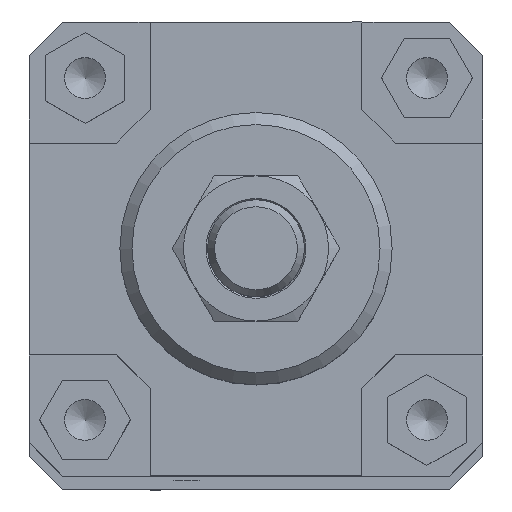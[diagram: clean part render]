
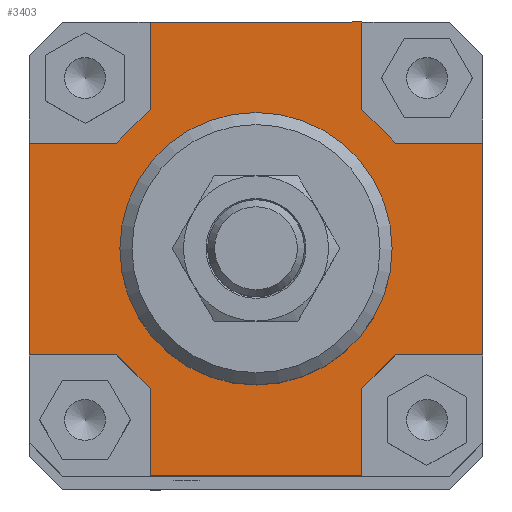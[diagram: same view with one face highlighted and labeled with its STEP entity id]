
A CAD part, top view. The second image highlights one B-rep face of the part: STEP entity #3403.
In plain terms, the highlighted planar face has unit normal (0, 0, 1).
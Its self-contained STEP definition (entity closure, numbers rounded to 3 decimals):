
#228=LINE('',#5051,#614);
#235=LINE('',#5065,#621);
#248=LINE('',#5093,#634);
#249=LINE('',#5096,#635);
#250=LINE('',#5098,#636);
#251=LINE('',#5100,#637);
#252=LINE('',#5102,#638);
#253=LINE('',#5104,#639);
#254=LINE('',#5105,#640);
#255=LINE('',#5107,#641);
#256=LINE('',#5109,#642);
#257=LINE('',#5111,#643);
#258=LINE('',#5113,#644);
#259=LINE('',#5115,#645);
#260=LINE('',#5117,#646);
#261=LINE('',#5119,#647);
#614=VECTOR('',#4110,1000.);
#621=VECTOR('',#4119,1000.);
#634=VECTOR('',#4148,1000.);
#635=VECTOR('',#4149,1000.);
#636=VECTOR('',#4150,1000.);
#637=VECTOR('',#4151,1000.);
#638=VECTOR('',#4152,1000.);
#639=VECTOR('',#4153,1000.);
#640=VECTOR('',#4154,1000.);
#641=VECTOR('',#4155,1000.);
#642=VECTOR('',#4156,1000.);
#643=VECTOR('',#4157,1000.);
#644=VECTOR('',#4158,1000.);
#645=VECTOR('',#4159,1000.);
#646=VECTOR('',#4160,1000.);
#647=VECTOR('',#4161,1000.);
#1103=ORIENTED_EDGE('',*,*,#1976,.T.);
#1104=ORIENTED_EDGE('',*,*,#1977,.T.);
#1105=ORIENTED_EDGE('',*,*,#1978,.F.);
#1106=ORIENTED_EDGE('',*,*,#1979,.T.);
#1107=ORIENTED_EDGE('',*,*,#1980,.F.);
#1108=ORIENTED_EDGE('',*,*,#1981,.T.);
#1109=ORIENTED_EDGE('',*,*,#1982,.F.);
#1110=ORIENTED_EDGE('',*,*,#1963,.T.);
#1111=ORIENTED_EDGE('',*,*,#1956,.F.);
#1112=ORIENTED_EDGE('',*,*,#1983,.T.);
#1113=ORIENTED_EDGE('',*,*,#1984,.F.);
#1114=ORIENTED_EDGE('',*,*,#1985,.T.);
#1115=ORIENTED_EDGE('',*,*,#1986,.F.);
#1116=ORIENTED_EDGE('',*,*,#1987,.T.);
#1117=ORIENTED_EDGE('',*,*,#1988,.F.);
#1118=ORIENTED_EDGE('',*,*,#1989,.T.);
#1119=ORIENTED_EDGE('',*,*,#1990,.F.);
#1956=EDGE_CURVE('',#2391,#2392,#228,.T.);
#1963=EDGE_CURVE('',#2397,#2392,#235,.T.);
#1976=EDGE_CURVE('',#2404,#2404,#2637,.T.);
#1977=EDGE_CURVE('',#2405,#2406,#248,.T.);
#1978=EDGE_CURVE('',#2407,#2406,#249,.T.);
#1979=EDGE_CURVE('',#2407,#2408,#250,.T.);
#1980=EDGE_CURVE('',#2409,#2408,#251,.T.);
#1981=EDGE_CURVE('',#2409,#2410,#252,.T.);
#1982=EDGE_CURVE('',#2397,#2410,#253,.T.);
#1983=EDGE_CURVE('',#2391,#2411,#254,.T.);
#1984=EDGE_CURVE('',#2412,#2411,#255,.T.);
#1985=EDGE_CURVE('',#2412,#2413,#256,.T.);
#1986=EDGE_CURVE('',#2414,#2413,#257,.T.);
#1987=EDGE_CURVE('',#2414,#2415,#258,.T.);
#1988=EDGE_CURVE('',#2416,#2415,#259,.T.);
#1989=EDGE_CURVE('',#2416,#2417,#260,.T.);
#1990=EDGE_CURVE('',#2405,#2417,#261,.T.);
#2391=VERTEX_POINT('',#5050);
#2392=VERTEX_POINT('',#5052);
#2397=VERTEX_POINT('',#5063);
#2404=VERTEX_POINT('',#5092);
#2405=VERTEX_POINT('',#5094);
#2406=VERTEX_POINT('',#5095);
#2407=VERTEX_POINT('',#5097);
#2408=VERTEX_POINT('',#5099);
#2409=VERTEX_POINT('',#5101);
#2410=VERTEX_POINT('',#5103);
#2411=VERTEX_POINT('',#5106);
#2412=VERTEX_POINT('',#5108);
#2413=VERTEX_POINT('',#5110);
#2414=VERTEX_POINT('',#5112);
#2415=VERTEX_POINT('',#5114);
#2416=VERTEX_POINT('',#5116);
#2417=VERTEX_POINT('',#5118);
#2637=CIRCLE('',#3667,22.5);
#2743=EDGE_LOOP('',(#1103));
#2744=EDGE_LOOP('',(#1104,#1105,#1106,#1107,#1108,#1109,#1110,#1111,#1112,
#1113,#1114,#1115,#1116,#1117,#1118,#1119));
#2997=FACE_BOUND('',#2743,.T.);
#2998=FACE_BOUND('',#2744,.T.);
#3239=PLANE('',#3666);
#3403=ADVANCED_FACE('',(#2997,#2998),#3239,.T.);
#3666=AXIS2_PLACEMENT_3D('',#5090,#4144,#4145);
#3667=AXIS2_PLACEMENT_3D('',#5091,#4146,#4147);
#4110=DIRECTION('',(-1.,0.,0.));
#4119=DIRECTION('',(0.,-1.,0.));
#4144=DIRECTION('',(0.,0.,1.));
#4145=DIRECTION('',(1.,0.,0.));
#4146=DIRECTION('',(0.,0.,-1.));
#4147=DIRECTION('',(-1.,0.,0.));
#4148=DIRECTION('',(0.,-1.,0.));
#4149=DIRECTION('',(0.707,0.707,0.));
#4150=DIRECTION('',(-1.,0.,0.));
#4151=DIRECTION('',(0.,1.,0.));
#4152=DIRECTION('',(1.,0.,0.));
#4153=DIRECTION('',(-0.707,0.707,0.));
#4154=DIRECTION('',(0.,1.,0.));
#4155=DIRECTION('',(-0.707,-0.707,0.));
#4156=DIRECTION('',(1.,0.,0.));
#4157=DIRECTION('',(0.,-1.,0.));
#4158=DIRECTION('',(-1.,0.,0.));
#4159=DIRECTION('',(0.707,-0.707,0.));
#4160=DIRECTION('',(0.,1.,0.));
#4161=DIRECTION('',(1.,0.,0.));
#5050=CARTESIAN_POINT('',(17.5,-37.5,670.));
#5051=CARTESIAN_POINT('',(17.5,-37.5,670.));
#5052=CARTESIAN_POINT('',(-17.5,-37.5,670.));
#5063=CARTESIAN_POINT('',(-17.5,-23.,670.));
#5065=CARTESIAN_POINT('',(-17.5,-23.,670.));
#5090=CARTESIAN_POINT('',(0.,0.,670.));
#5091=CARTESIAN_POINT('',(0.,0.,670.));
#5092=CARTESIAN_POINT('',(-22.5,0.,670.));
#5093=CARTESIAN_POINT('',(-17.5,37.5,670.));
#5094=CARTESIAN_POINT('',(-17.5,37.5,670.));
#5095=CARTESIAN_POINT('',(-17.5,23.,670.));
#5096=CARTESIAN_POINT('',(-23.,17.5,670.));
#5097=CARTESIAN_POINT('',(-23.,17.5,670.));
#5098=CARTESIAN_POINT('',(-23.,17.5,670.));
#5099=CARTESIAN_POINT('',(-37.5,17.5,670.));
#5100=CARTESIAN_POINT('',(-37.5,-17.5,670.));
#5101=CARTESIAN_POINT('',(-37.5,-17.5,670.));
#5102=CARTESIAN_POINT('',(-37.5,-17.5,670.));
#5103=CARTESIAN_POINT('',(-23.,-17.5,670.));
#5104=CARTESIAN_POINT('',(-17.5,-23.,670.));
#5105=CARTESIAN_POINT('',(17.5,-37.5,670.));
#5106=CARTESIAN_POINT('',(17.5,-23.,670.));
#5107=CARTESIAN_POINT('',(23.,-17.5,670.));
#5108=CARTESIAN_POINT('',(23.,-17.5,670.));
#5109=CARTESIAN_POINT('',(23.,-17.5,670.));
#5110=CARTESIAN_POINT('',(37.5,-17.5,670.));
#5111=CARTESIAN_POINT('',(37.5,17.5,670.));
#5112=CARTESIAN_POINT('',(37.5,17.5,670.));
#5113=CARTESIAN_POINT('',(37.5,17.5,670.));
#5114=CARTESIAN_POINT('',(23.,17.5,670.));
#5115=CARTESIAN_POINT('',(17.5,23.,670.));
#5116=CARTESIAN_POINT('',(17.5,23.,670.));
#5117=CARTESIAN_POINT('',(17.5,23.,670.));
#5118=CARTESIAN_POINT('',(17.5,37.5,670.));
#5119=CARTESIAN_POINT('',(-17.5,37.5,670.));
